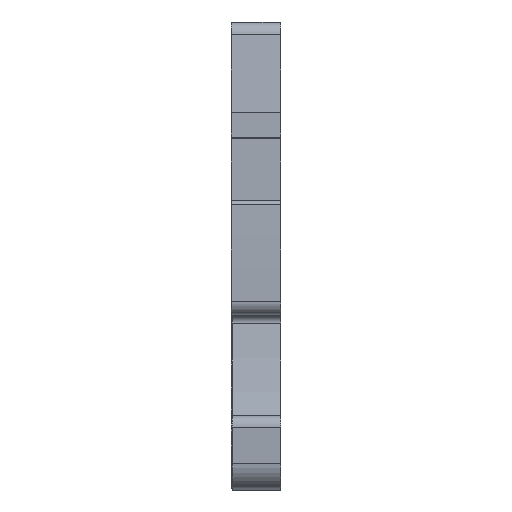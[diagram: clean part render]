
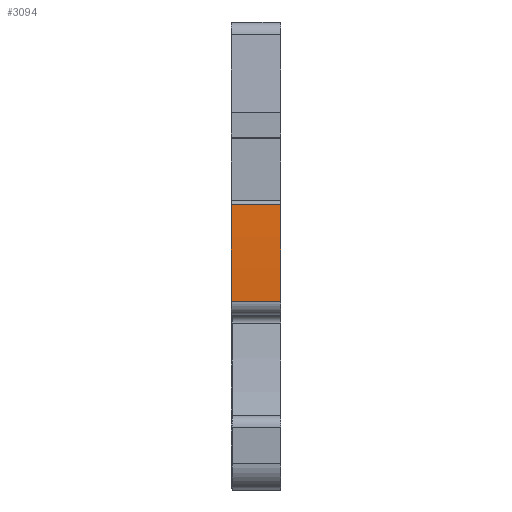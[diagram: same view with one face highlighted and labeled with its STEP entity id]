
A CAD part, front view. The second image highlights one B-rep face of the part: STEP entity #3094.
In plain terms, the highlighted cylindrical face has radius 122.182 mm (diameter 244.364 mm), a partial arc.
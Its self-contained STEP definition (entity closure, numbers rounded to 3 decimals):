
#233=AXIS2_PLACEMENT_3D('Circle Axis2P3D',#231,#232,$) ;
#3074=AXIS2_PLACEMENT_3D('Cylinder Axis2P3D',#3071,#3072,#3073) ;
#3078=AXIS2_PLACEMENT_3D('Circle Axis2P3D',#3076,#3077,$) ;
#228=CARTESIAN_POINT('Vertex',(3.5,1.514,20.35)) ;
#231=CARTESIAN_POINT('Axis2P3D Location',(3.5,123.652,17.05)) ;
#235=CARTESIAN_POINT('Vertex',(3.5,1.524,13.42)) ;
#3056=CARTESIAN_POINT('Vertex',(0.,1.514,20.35)) ;
#3059=CARTESIAN_POINT('Line Origine',(1.75,1.514,20.35)) ;
#3071=CARTESIAN_POINT('Axis2P3D Location',(1.75,123.652,17.05)) ;
#3076=CARTESIAN_POINT('Axis2P3D Location',(0.,123.652,17.05)) ;
#3080=CARTESIAN_POINT('Vertex',(0.,1.524,13.42)) ;
#3083=CARTESIAN_POINT('Line Origine',(3.5,1.524,13.42)) ;
#232=DIRECTION('Axis2P3D Direction',(1.,0.,0.)) ;
#3060=DIRECTION('Vector Direction',(-1.,0.,0.)) ;
#3072=DIRECTION('Axis2P3D Direction',(1.,0.,0.)) ;
#3073=DIRECTION('Axis2P3D XDirection',(0.,-0.992,0.126)) ;
#3077=DIRECTION('Axis2P3D Direction',(1.,0.,0.)) ;
#3084=DIRECTION('Vector Direction',(1.,0.,0.)) ;
#3061=VECTOR('Line Direction',#3060,1.) ;
#3085=VECTOR('Line Direction',#3084,1.) ;
#3089=ORIENTED_EDGE('',*,*,#3082,.T.) ;
#3090=ORIENTED_EDGE('',*,*,#3087,.F.) ;
#3091=ORIENTED_EDGE('',*,*,#237,.F.) ;
#3092=ORIENTED_EDGE('',*,*,#3063,.T.) ;
#3094=ADVANCED_FACE('V1',(#3093),#3075,.T.) ;
#234=CIRCLE('generated circle',#233,122.182) ;
#3079=CIRCLE('generated circle',#3078,122.182) ;
#3075=CYLINDRICAL_SURFACE('generated cylinder',#3074,122.182) ;
#237=EDGE_CURVE('',#229,#236,#234,.T.) ;
#3063=EDGE_CURVE('',#229,#3057,#3062,.T.) ;
#3082=EDGE_CURVE('',#3057,#3081,#3079,.T.) ;
#3087=EDGE_CURVE('',#236,#3081,#3086,.F.) ;
#3088=EDGE_LOOP('',(#3089,#3090,#3091,#3092)) ;
#3093=FACE_OUTER_BOUND('',#3088,.T.) ;
#3062=LINE('Line',#3059,#3061) ;
#3086=LINE('Line',#3083,#3085) ;
#229=VERTEX_POINT('',#228) ;
#236=VERTEX_POINT('',#235) ;
#3057=VERTEX_POINT('',#3056) ;
#3081=VERTEX_POINT('',#3080) ;
